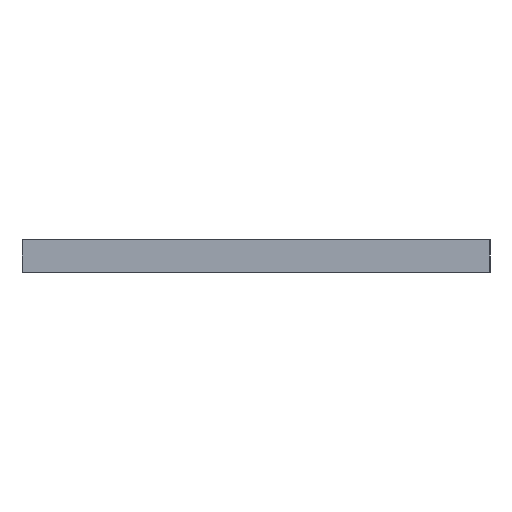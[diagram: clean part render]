
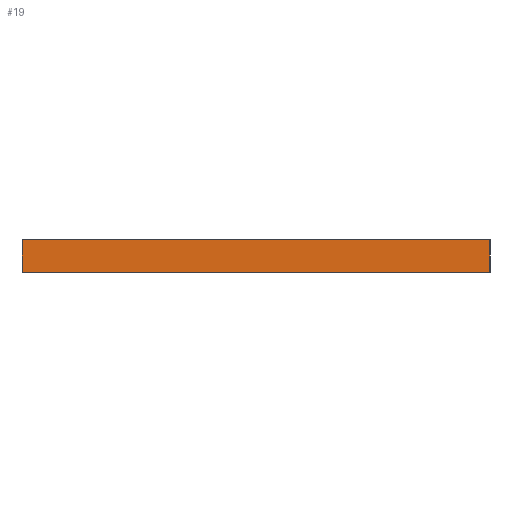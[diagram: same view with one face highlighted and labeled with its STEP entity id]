
A CAD part, left-side view. The second image highlights one B-rep face of the part: STEP entity #19.
In plain terms, the highlighted planar face has unit normal (-1, 0, 0).
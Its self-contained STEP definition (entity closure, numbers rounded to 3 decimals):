
#19 = ADVANCED_FACE ( 'NONE', ( #848 ), #163, .T. ) ;
#25 = LINE ( 'NONE', #55, #119 ) ;
#43 = CARTESIAN_POINT ( 'NONE',  ( -2., 0., 3. ) ) ;
#55 = CARTESIAN_POINT ( 'NONE',  ( -2., 43., 3. ) ) ;
#62 = ORIENTED_EDGE ( 'NONE', *, *, #214, .T. ) ;
#73 = VECTOR ( 'NONE', #804, 1000. ) ;
#79 = VERTEX_POINT ( 'NONE', #244 ) ;
#119 = VECTOR ( 'NONE', #865, 1000. ) ;
#163 = PLANE ( 'NONE',  #817 ) ;
#167 = VECTOR ( 'NONE', #173, 1000. ) ;
#168 = EDGE_CURVE ( 'NONE', #857, #759, #773, .T. ) ;
#173 = DIRECTION ( 'NONE',  ( 0., 0., -1. ) ) ;
#195 = DIRECTION ( 'NONE',  ( 0., 0., -1. ) ) ;
#207 = CARTESIAN_POINT ( 'NONE',  ( -2., 43., 0. ) ) ;
#214 = EDGE_CURVE ( 'NONE', #857, #79, #25, .T. ) ;
#244 = CARTESIAN_POINT ( 'NONE',  ( -2., 43., 3. ) ) ;
#264 = EDGE_CURVE ( 'NONE', #759, #855, #822, .T. ) ;
#334 = CARTESIAN_POINT ( 'NONE',  ( -2., 43., 0. ) ) ;
#349 = ORIENTED_EDGE ( 'NONE', *, *, #570, .T. ) ;
#361 = CARTESIAN_POINT ( 'NONE',  ( -2., 43., 3. ) ) ;
#379 = DIRECTION ( 'NONE',  ( -1., 0., 0. ) ) ;
#407 = ORIENTED_EDGE ( 'NONE', *, *, #168, .F. ) ;
#453 = LINE ( 'NONE', #644, #167 ) ;
#570 = EDGE_CURVE ( 'NONE', #79, #855, #453, .T. ) ;
#581 = ORIENTED_EDGE ( 'NONE', *, *, #264, .F. ) ;
#603 = EDGE_LOOP ( 'NONE', ( #581, #407, #62, #349 ) ) ;
#616 = CARTESIAN_POINT ( 'NONE',  ( -2., 0., 3. ) ) ;
#644 = CARTESIAN_POINT ( 'NONE',  ( -2., 43., 3. ) ) ;
#666 = VECTOR ( 'NONE', #195, 1000. ) ;
#712 = DIRECTION ( 'NONE',  ( 0., -1., 0. ) ) ;
#734 = CARTESIAN_POINT ( 'NONE',  ( -2., 0., 0. ) ) ;
#759 = VERTEX_POINT ( 'NONE', #734 ) ;
#773 = LINE ( 'NONE', #43, #666 ) ;
#804 = DIRECTION ( 'NONE',  ( 0., 1., 0. ) ) ;
#817 = AXIS2_PLACEMENT_3D ( 'NONE', #361, #379, #712 ) ;
#822 = LINE ( 'NONE', #334, #73 ) ;
#848 = FACE_OUTER_BOUND ( 'NONE', #603, .T. ) ;
#855 = VERTEX_POINT ( 'NONE', #207 ) ;
#857 = VERTEX_POINT ( 'NONE', #616 ) ;
#865 = DIRECTION ( 'NONE',  ( 0., 1., 0. ) ) ;
